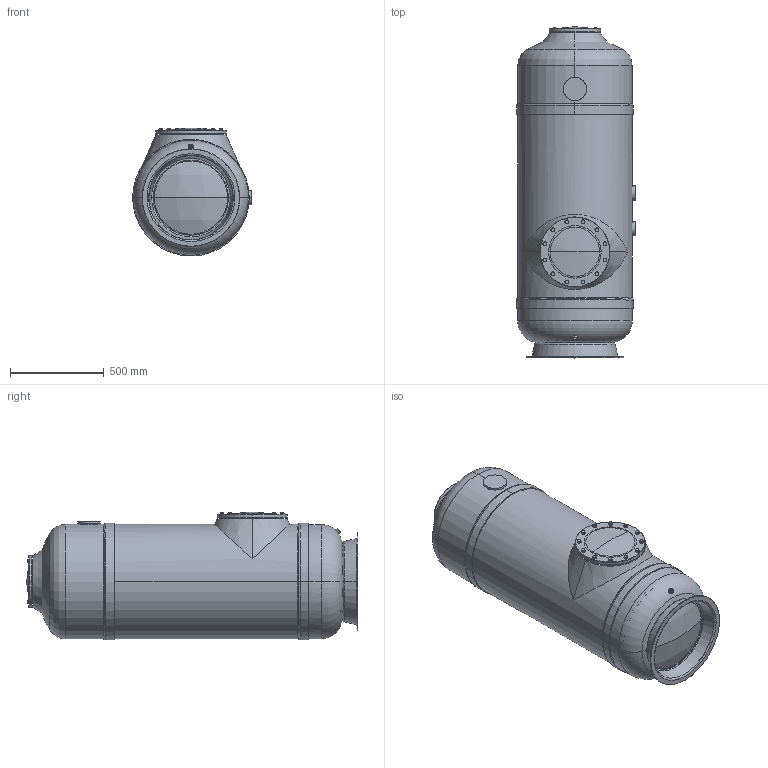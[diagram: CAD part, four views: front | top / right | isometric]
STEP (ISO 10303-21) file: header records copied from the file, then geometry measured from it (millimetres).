
FILE_DESCRIPTION (( 'STEP AP214' ), '1' );
FILE_NAME ('coral60c_nozzle_plate.STEP', '2020-07-07T12:41:19', ( '' ), ( '' ), 'SwSTEP 2.0', 'SolidWorks 2019', '' );
FILE_SCHEMA (( 'AUTOMOTIVE_DESIGN' ));
Length unit declared in the file: millimetre
Products named in the file (20): hex_screw_m10_40.prt; sight_glass_3col.prt; dished_top_60c.prt; washer_fi8.prt; support_60c.prt; socket_ma3_63.prt; dished_bottom_60c.prt; coral60c_nozzle_plate; washer_fi10.prt; gasket_block_dn200.prt; gasket_block_dn300.prt; sight_glass_3col.asm; gasket_sight_glass.prt; cover_block_dn200.prt; cylinder_60c.prt; cover_block_dn300.prt; hex_screw_m8_40.prt; cover_block_dn300.asm; cover_block_dn200.asm; socket_ma3_20.prt
Assembly tree (57 placements, depth 3):
  coral60c_nozzle_plate
    support_60c.prt
    dished_bottom_60c.prt
    cylinder_60c.prt
    socket_ma3_20.prt
    socket_ma3_63.prt  x2
    cover_block_dn300.asm
      cover_block_dn300.prt
      gasket_block_dn300.prt
      washer_fi10.prt  x12
      hex_screw_m10_40.prt  x12
    dished_top_60c.prt
    sight_glass_3col.asm
      sight_glass_3col.prt
      gasket_sight_glass.prt
    cover_block_dn200.asm
      cover_block_dn200.prt
      gasket_block_dn200.prt
      washer_fi8.prt  x8
      hex_screw_m8_40.prt  x8
      socket_ma3_20.prt
Bounding box: 633.32 x 1769.91 x 682.07 mm (x, y, z)
Volume: 4947970.5 mm3; surface area: 8170172.2 mm2
Topology: 51 solids, 74 shells, 931 faces, 2057 edges, 1264 vertices
Faces by surface type: cylinder 332, plane 284, cone 227, torus 68, sphere 16, bspline 4
Entity records: 20601 total; most frequent: CARTESIAN_POINT 8016, DIRECTION 2279, ORIENTED_EDGE 1984, EDGE_CURVE 1033, AXIS2_PLACEMENT_3D 1007, VERTEX_POINT 656, EDGE_LOOP 576, CIRCLE 490
